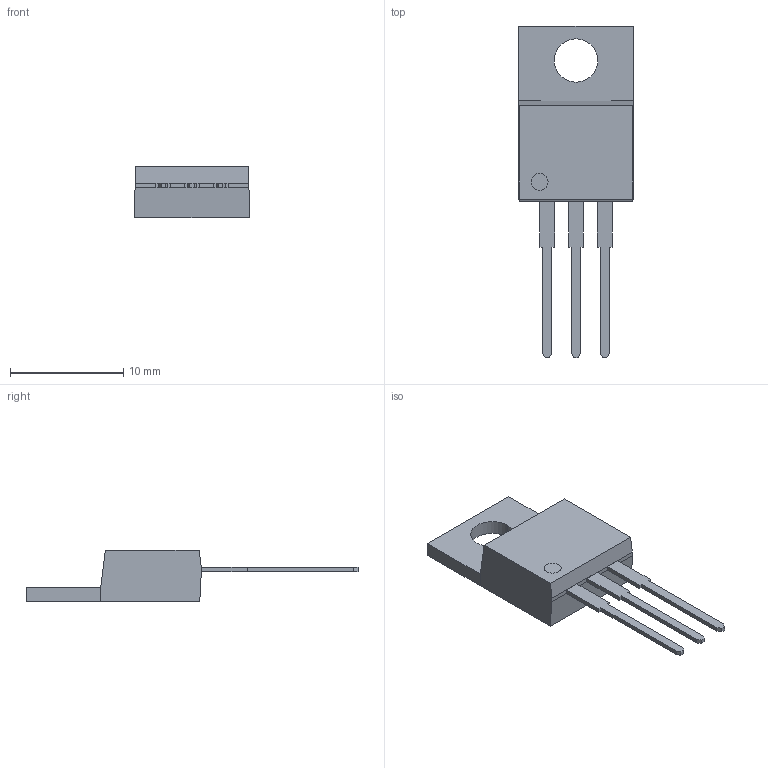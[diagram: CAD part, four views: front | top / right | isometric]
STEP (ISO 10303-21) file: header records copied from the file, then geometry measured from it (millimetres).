
FILE_DESCRIPTION (( 'STEP AP214' ), '1' );
FILE_NAME ('LM7805.STEP', '2020-03-24T17:11:41', ( '' ), ( '' ), 'SwSTEP 2.0', 'SolidWorks 2017', '' );
FILE_SCHEMA (( 'AUTOMOTIVE_DESIGN' ));
Length unit declared in the file: inch
Products named in the file (1): LM7805
Bounding box: 10.16 x 29.34 x 4.57 mm (x, y, z)
Volume: 485.3 mm3; surface area: 743.5 mm2
Topology: 6 solids, 6 shells, 69 faces, 166 edges, 110 vertices
Faces by surface type: plane 63, cylinder 6
Entity records: 2075 total; most frequent: CARTESIAN_POINT 346, ORIENTED_EDGE 332, DIRECTION 318, EDGE_CURVE 166, LINE 154, VECTOR 154, VERTEX_POINT 110, AXIS2_PLACEMENT_3D 82
